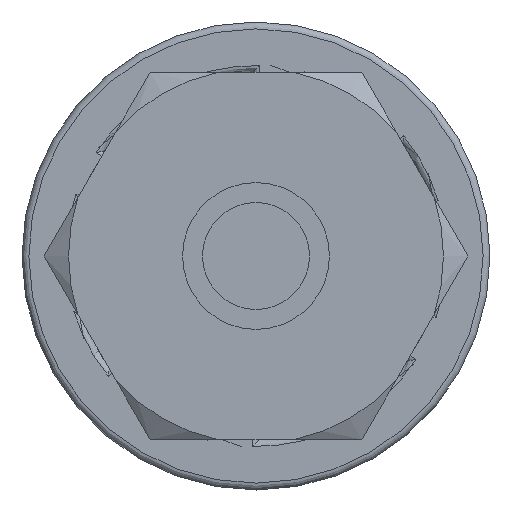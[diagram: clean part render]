
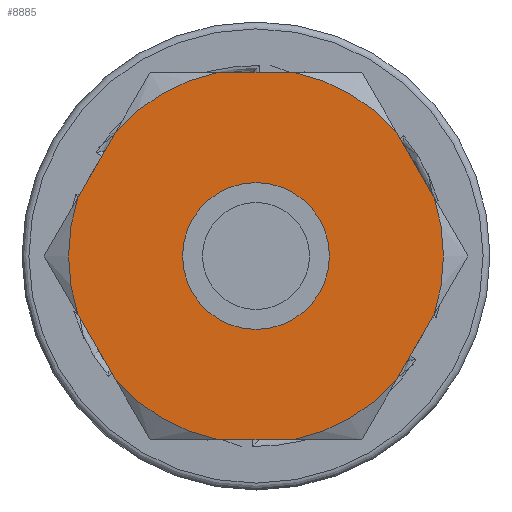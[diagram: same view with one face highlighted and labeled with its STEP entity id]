
A CAD part, front view. The second image highlights one B-rep face of the part: STEP entity #8885.
In plain terms, the highlighted planar face has unit normal (0, -1, 0).
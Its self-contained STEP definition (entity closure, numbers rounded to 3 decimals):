
#567=PLANE('',#9901);
#929=FACE_OUTER_BOUND('',#1560,.T.);
#1560=EDGE_LOOP('',(#7104,#7105,#7106,#7107,#7108,#7109,#7110,#7111,#7112,
#7113,#7114,#7115));
#2093=LINE('',#17288,#2587);
#2095=LINE('',#17307,#2589);
#2097=LINE('',#17326,#2591);
#2099=LINE('',#17345,#2593);
#2101=LINE('',#17364,#2595);
#2102=LINE('',#17380,#2596);
#2587=VECTOR('',#11852,1000.);
#2589=VECTOR('',#11856,1000.);
#2591=VECTOR('',#11860,1000.);
#2593=VECTOR('',#11864,1000.);
#2595=VECTOR('',#11868,1000.);
#2596=VECTOR('',#11871,1000.);
#3406=CIRCLE('',#9902,4.085);
#3407=CIRCLE('',#9903,4.085);
#3408=CIRCLE('',#9904,4.085);
#3409=CIRCLE('',#9905,4.085);
#3410=CIRCLE('',#9906,4.085);
#3411=CIRCLE('',#9907,4.085);
#4027=VERTEX_POINT('',#17269);
#4031=VERTEX_POINT('',#17284);
#4033=VERTEX_POINT('',#17291);
#4035=VERTEX_POINT('',#17303);
#4037=VERTEX_POINT('',#17310);
#4039=VERTEX_POINT('',#17322);
#4041=VERTEX_POINT('',#17329);
#4043=VERTEX_POINT('',#17341);
#4045=VERTEX_POINT('',#17348);
#4047=VERTEX_POINT('',#17360);
#4048=VERTEX_POINT('',#17366);
#4049=VERTEX_POINT('',#17376);
#5103=EDGE_CURVE('',#4031,#4027,#2093,.T.);
#5109=EDGE_CURVE('',#4035,#4033,#2095,.T.);
#5115=EDGE_CURVE('',#4039,#4037,#2097,.T.);
#5121=EDGE_CURVE('',#4043,#4041,#2099,.T.);
#5127=EDGE_CURVE('',#4047,#4045,#2101,.T.);
#5132=EDGE_CURVE('',#4049,#4048,#2102,.T.);
#5133=EDGE_CURVE('',#4048,#4031,#3406,.T.);
#5134=EDGE_CURVE('',#4045,#4049,#3407,.T.);
#5135=EDGE_CURVE('',#4041,#4047,#3408,.T.);
#5136=EDGE_CURVE('',#4037,#4043,#3409,.T.);
#5137=EDGE_CURVE('',#4033,#4039,#3410,.T.);
#5138=EDGE_CURVE('',#4027,#4035,#3411,.T.);
#7104=ORIENTED_EDGE('',*,*,#5133,.F.);
#7105=ORIENTED_EDGE('',*,*,#5132,.F.);
#7106=ORIENTED_EDGE('',*,*,#5134,.F.);
#7107=ORIENTED_EDGE('',*,*,#5127,.F.);
#7108=ORIENTED_EDGE('',*,*,#5135,.F.);
#7109=ORIENTED_EDGE('',*,*,#5121,.F.);
#7110=ORIENTED_EDGE('',*,*,#5136,.F.);
#7111=ORIENTED_EDGE('',*,*,#5115,.F.);
#7112=ORIENTED_EDGE('',*,*,#5137,.F.);
#7113=ORIENTED_EDGE('',*,*,#5109,.F.);
#7114=ORIENTED_EDGE('',*,*,#5138,.F.);
#7115=ORIENTED_EDGE('',*,*,#5103,.F.);
#8885=ADVANCED_FACE('',(#929),#567,.F.);
#9901=AXIS2_PLACEMENT_3D('',#17381,#11872,#11873);
#9902=AXIS2_PLACEMENT_3D('',#17382,#11874,#11875);
#9903=AXIS2_PLACEMENT_3D('',#17383,#11876,#11877);
#9904=AXIS2_PLACEMENT_3D('',#17384,#11878,#11879);
#9905=AXIS2_PLACEMENT_3D('',#17385,#11880,#11881);
#9906=AXIS2_PLACEMENT_3D('',#17386,#11882,#11883);
#9907=AXIS2_PLACEMENT_3D('',#17387,#11884,#11885);
#11852=DIRECTION('',(0.5,0.,-0.866));
#11856=DIRECTION('',(-0.5,0.,-0.866));
#11860=DIRECTION('',(-1.,0.,0.));
#11864=DIRECTION('',(-0.5,0.,0.866));
#11868=DIRECTION('',(0.5,0.,0.866));
#11871=DIRECTION('',(1.,0.,0.));
#11872=DIRECTION('center_axis',(0.,1.,0.));
#11873=DIRECTION('ref_axis',(0.,0.,1.));
#11874=DIRECTION('center_axis',(0.,1.,0.));
#11875=DIRECTION('ref_axis',(0.,0.,1.));
#11876=DIRECTION('center_axis',(0.,1.,0.));
#11877=DIRECTION('ref_axis',(0.,0.,1.));
#11878=DIRECTION('center_axis',(0.,1.,0.));
#11879=DIRECTION('ref_axis',(0.,0.,1.));
#11880=DIRECTION('center_axis',(0.,1.,0.));
#11881=DIRECTION('ref_axis',(0.,0.,1.));
#11882=DIRECTION('center_axis',(0.,1.,0.));
#11883=DIRECTION('ref_axis',(0.,0.,1.));
#11884=DIRECTION('center_axis',(0.,1.,0.));
#11885=DIRECTION('ref_axis',(0.,0.,1.));
#17269=CARTESIAN_POINT('',(3.88,0.,1.28));
#17284=CARTESIAN_POINT('',(3.048,0.,2.72));
#17288=CARTESIAN_POINT('',(2.309,0.,4.));
#17291=CARTESIAN_POINT('',(3.048,0.,-2.72));
#17303=CARTESIAN_POINT('',(3.88,0.,-1.28));
#17307=CARTESIAN_POINT('',(4.619,0.,0.));
#17310=CARTESIAN_POINT('',(-0.831,0.,-4.));
#17322=CARTESIAN_POINT('',(0.831,0.,-4.));
#17326=CARTESIAN_POINT('',(2.309,0.,-4.));
#17329=CARTESIAN_POINT('',(-3.88,0.,-1.28));
#17341=CARTESIAN_POINT('',(-3.048,0.,-2.72));
#17345=CARTESIAN_POINT('',(-2.309,0.,-4.));
#17348=CARTESIAN_POINT('',(-3.048,0.,2.72));
#17360=CARTESIAN_POINT('',(-3.88,0.,1.28));
#17364=CARTESIAN_POINT('',(-4.619,0.,0.));
#17366=CARTESIAN_POINT('',(0.831,0.,4.));
#17376=CARTESIAN_POINT('',(-0.831,0.,4.));
#17380=CARTESIAN_POINT('',(-2.309,0.,4.));
#17381=CARTESIAN_POINT('Origin',(0.,0.,0.));
#17382=CARTESIAN_POINT('Origin',(0.,0.,0.));
#17383=CARTESIAN_POINT('Origin',(0.,0.,0.));
#17384=CARTESIAN_POINT('Origin',(0.,0.,0.));
#17385=CARTESIAN_POINT('Origin',(0.,0.,0.));
#17386=CARTESIAN_POINT('Origin',(0.,0.,0.));
#17387=CARTESIAN_POINT('Origin',(0.,0.,0.));
